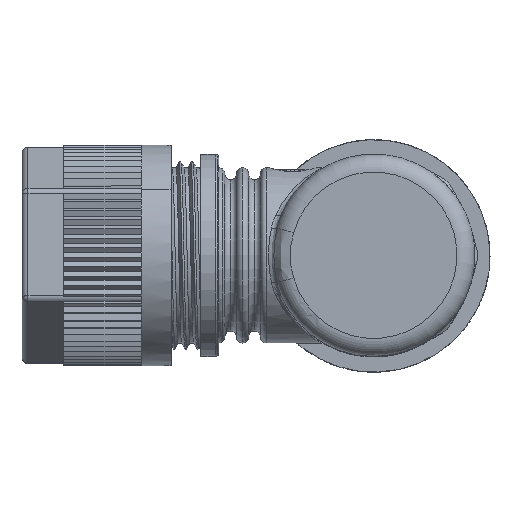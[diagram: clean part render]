
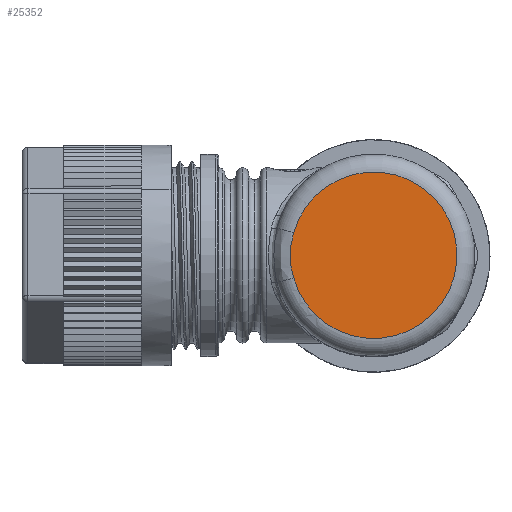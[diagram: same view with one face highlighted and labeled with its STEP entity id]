
A CAD part, top view. The second image highlights one B-rep face of the part: STEP entity #25352.
In plain terms, the highlighted planar face has unit normal (0, 0, 1).
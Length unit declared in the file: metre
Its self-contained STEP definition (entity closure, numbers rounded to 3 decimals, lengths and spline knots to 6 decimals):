
#3117=CARTESIAN_POINT('',(0.,0.,0.0671));
#3118=DIRECTION('',(0.,0.,-1.));
#3119=DIRECTION('',(-0.962,0.272,0.));
#3120=AXIS2_PLACEMENT_3D('',#3117,#3118,#3119);
#3122=CARTESIAN_POINT('',(-0.006718,0.001895,0.0671));
#3123=CARTESIAN_POINT('',(-0.00674,0.001818,0.0671));
#3124=CARTESIAN_POINT('',(-0.006782,0.001663,0.0671));
#3125=CARTESIAN_POINT('',(-0.006842,0.001429,0.0671));
#3126=CARTESIAN_POINT('',(-0.006895,0.001194,0.0671));
#3127=CARTESIAN_POINT('',(-0.006941,0.000957,0.0671));
#3128=CARTESIAN_POINT('',(-0.006978,0.000719,0.0671));
#3129=CARTESIAN_POINT('',(-0.007006,0.000478,0.0671));
#3130=CARTESIAN_POINT('',(-0.007019,0.000296,0.0671));
#3131=CARTESIAN_POINT('',(-0.007024,0.000174,0.0671));
#3132=CARTESIAN_POINT('',(-0.007026,0.000092,0.0671));
#3133=CARTESIAN_POINT('',(-0.007027,-0.00005,0.0671));
#3134=CARTESIAN_POINT('',(-0.007022,-0.000252,0.0671));
#3135=CARTESIAN_POINT('',(-0.007005,-0.000492,0.0671));
#3136=CARTESIAN_POINT('',(-0.006977,-0.00073,0.0671));
#3137=CARTESIAN_POINT('',(-0.006939,-0.000966,0.0671));
#3138=CARTESIAN_POINT('',(-0.006894,-0.0012,0.0671));
#3139=CARTESIAN_POINT('',(-0.006841,-0.001433,0.0671));
#3140=CARTESIAN_POINT('',(-0.006782,-0.001665,0.0671));
#3141=CARTESIAN_POINT('',(-0.006739,-0.001819,0.0671));
#3142=CARTESIAN_POINT('',(-0.006718,-0.001895,0.0671));
#18336=CARTESIAN_POINT('',(-0.006718,0.001895,0.0671));
#18337=CARTESIAN_POINT('',(-0.006718,-0.001895,0.0671));
#18338=VERTEX_POINT('',#18336);
#18339=VERTEX_POINT('',#18337);
#25343=CARTESIAN_POINT('',(0.,0.,0.0671));
#25344=DIRECTION('',(0.,0.,1.));
#25345=DIRECTION('',(-0.707,0.707,0.));
#25346=AXIS2_PLACEMENT_3D('',#25343,#25344,#25345);
#25347=PLANE('',#25346);
#25348=ORIENTED_EDGE('',*,*,#25172,.T.);
#25349=ORIENTED_EDGE('',*,*,#25335,.F.);
#25350=EDGE_LOOP('',(#25348,#25349));
#25351=FACE_OUTER_BOUND('',#25350,.F.);
#25352=ADVANCED_FACE('',(#25351),#25347,.T.);
#3121=CIRCLE('',#3120,0.00698);
#3143=B_SPLINE_CURVE_WITH_KNOTS('',3,(#3122,#3123,#3124,#3125,#3126,#3127,#3128,
#3129,#3130,#3131,#3132,#3133,#3134,#3135,#3136,#3137,#3138,#3139,#3140,#3141,
#3142),.UNSPECIFIED.,.F.,.F.,(4,1,1,1,1,1,1,1,1,1,1,1,1,1,1,1,1,1,4),(0.,
0.0625,0.125,0.1875,0.25,
0.3125,0.375,0.4375,0.453125,
0.46875,0.5,0.5625,0.625,
0.6875,0.75,0.8125,0.875,
0.9375,1.),.UNSPECIFIED.);
#25172=EDGE_CURVE('',#18338,#18339,#3121,.T.);
#25335=EDGE_CURVE('',#18338,#18339,#3143,.T.);
